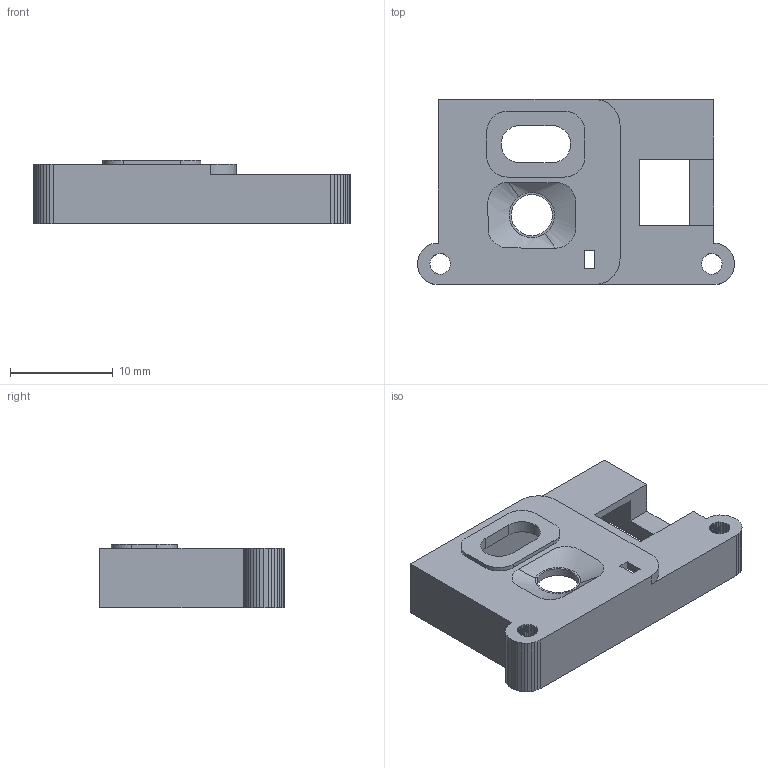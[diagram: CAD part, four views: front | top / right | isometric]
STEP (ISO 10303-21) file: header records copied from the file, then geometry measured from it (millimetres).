
FILE_DESCRIPTION(/* description */ (''),/* implementation_level */ '2;1');
FILE_NAME(/* name */ 'MTF-02P_top_case.step',/* time_stamp */ '2026-02-08T12:30:27-05:00',/* author */ (''),/* organization */ (''),/* preprocessor_version */ 'ST-DEVELOPER v20.1',/* originating_system */ 'Autodesk Translation Framework v14.24.0.0',/* authorisation */ '');
FILE_SCHEMA (('AUTOMOTIVE_DESIGN { 1 0 10303 214 3 1 1 }'));
Length unit declared in the file: millimetre
Products named in the file (1): 2026-02-08-12-30-27-717
Bounding box: 30.8 x 18 x 6.2 mm (x, y, z)
Volume: 908.7 mm3; surface area: 1857.4 mm2
Topology: 1 solids, 1 shells, 274 faces, 681 edges, 412 vertices
Faces by surface type: plane 254, cylinder 16, bspline 4
Full cylindrical faces by diameter (mm): 0.01 x1, 4 x1
Entity records: 10804 total; most frequent: CARTESIAN_POINT 4310, ORIENTED_EDGE 1362, DIRECTION 1253, EDGE_CURVE 681, LINE 631, VECTOR 631, VERTEX_POINT 412, AXIS2_PLACEMENT_3D 311
